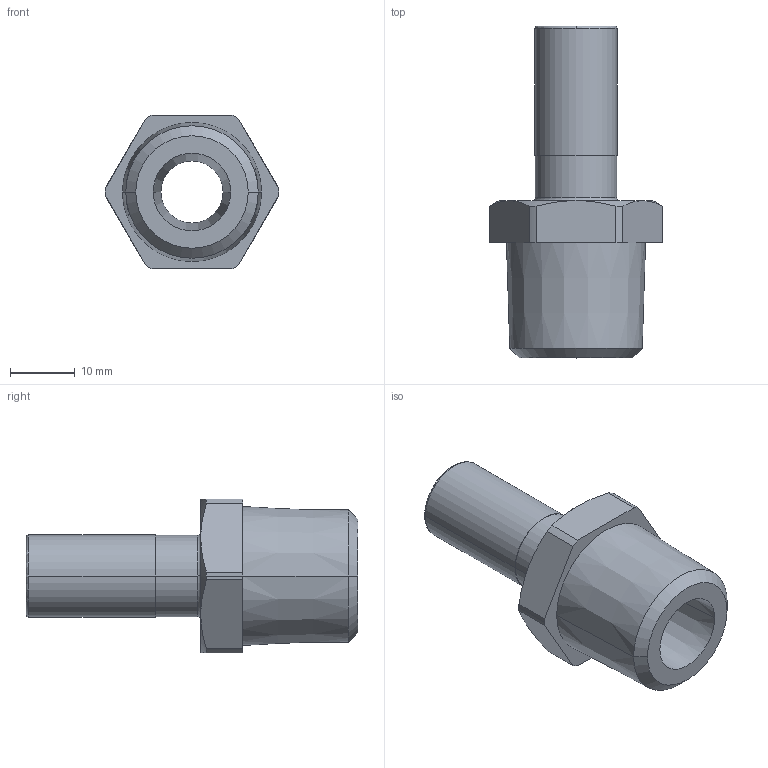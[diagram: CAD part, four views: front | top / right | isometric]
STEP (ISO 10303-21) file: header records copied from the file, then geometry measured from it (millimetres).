
FILE_DESCRIPTION (( 'STEP AP214' ), '1' );
FILE_NAME ('SA12-12N-P.step', '2017-08-29T20:56:19', ( '' ), ( '' ), 'SwSTEP 2.0', 'SolidWorks 2017', '' );
FILE_SCHEMA (( 'AUTOMOTIVE_DESIGN' ));
Length unit declared in the file: inch
Products named in the file (1): SA12-12N-P
Bounding box: 26.8 x 51.3 x 23.8 mm (x, y, z)
Volume: 8493.6 mm3; surface area: 5073.1 mm2
Topology: 1 solids, 1 shells, 41 faces, 96 edges, 60 vertices
Faces by surface type: cone 13, cylinder 13, plane 11, bspline 2, torus 2
Entity records: 1449 total; most frequent: CARTESIAN_POINT 455, DIRECTION 212, ORIENTED_EDGE 192, EDGE_CURVE 96, AXIS2_PLACEMENT_3D 90, VERTEX_POINT 60, CIRCLE 50, EDGE_LOOP 46
